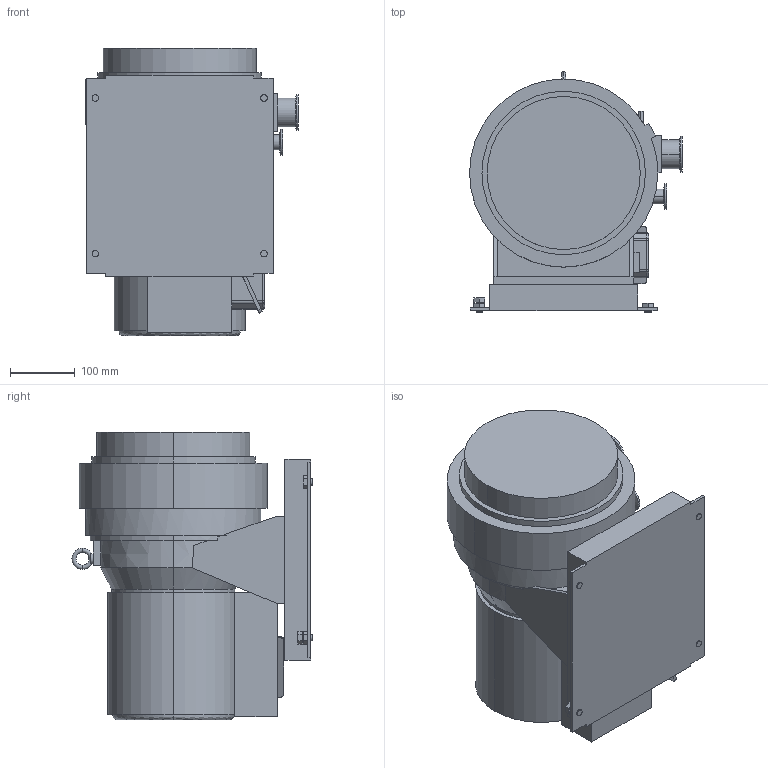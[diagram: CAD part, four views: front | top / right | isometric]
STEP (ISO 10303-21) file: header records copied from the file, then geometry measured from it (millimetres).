
FILE_DESCRIPTION (( 'STEP AP214' ), '1' );
FILE_NAME ('ISP-500C-SH.STEP', '2009-11-06T00:05:29', ( '' ), ( '' ), 'SwSTEP 2.0', 'SolidWorks 2007', '' );
FILE_SCHEMA (( 'AUTOMOTIVE_DESIGN' ));
Length unit declared in the file: millimetre
Products named in the file (7): ISP-500B_bolt(2)_蹬怮椔; ISP-500B_bolt(1)_蹬怮椔; ISP-500B_nut_蹬怮椔; ISP-500C-SH; ISP-500B_base_蹬怮椔; ISP-500C杮懱_棉太倌; ISP-500B扨憡影繽棉太倌
Assembly tree (8 placements, depth 2):
  ISP-500C-SH
    ISP-500B_nut_蹬怮椔
    ISP-500B_bolt(1)_蹬怮椔  x3
    ISP-500B_base_蹬怮椔
    ISP-500C杮懱_棉太倌
    ISP-500B扨憡影繽棉太倌
    ISP-500B_bolt(2)_蹬怮椔
Bounding box: 328 x 370.3 x 443.1 mm (x, y, z)
Volume: 24612192.9 mm3; surface area: 976002.7 mm2
Topology: 8 solids, 8 shells, 275 faces, 682 edges, 440 vertices
Faces by surface type: plane 158, cylinder 93, torus 12, cone 10, bspline 2
Entity records: 9396 total; most frequent: CARTESIAN_POINT 1571, DIRECTION 1311, ORIENTED_EDGE 1268, EDGE_CURVE 634, AXIS2_PLACEMENT_3D 460, VERTEX_POINT 408, VECTOR 391, LINE 391
